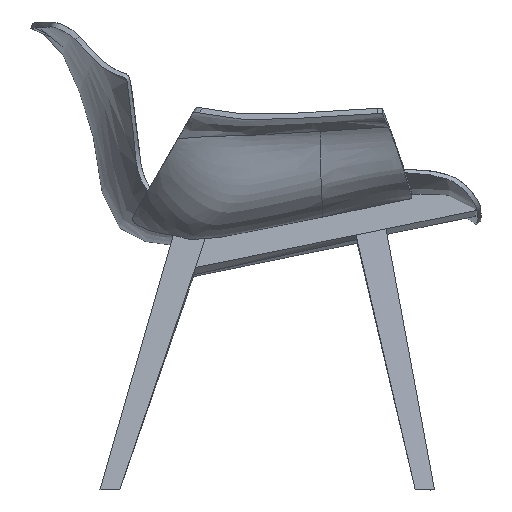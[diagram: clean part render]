
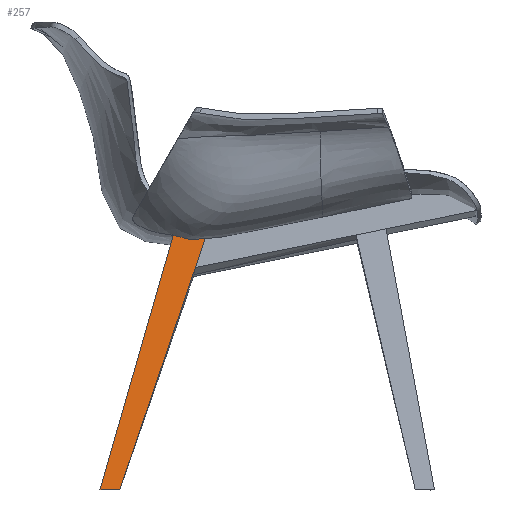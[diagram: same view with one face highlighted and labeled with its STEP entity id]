
A CAD part, left-side view. The second image highlights one B-rep face of the part: STEP entity #257.
In plain terms, the highlighted planar face has unit normal (-0.994, 0, 0.113).
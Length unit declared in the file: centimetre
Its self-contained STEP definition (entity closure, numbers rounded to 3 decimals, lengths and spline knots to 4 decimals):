
#76=PLANE('',#1902);
#257=ADVANCED_FACE('',(#369),#76,.T.);
#369=FACE_OUTER_BOUND('',#481,.T.);
#481=EDGE_LOOP('',(#744,#745,#746,#747));
#744=ORIENTED_EDGE('',*,*,#1167,.F.);
#745=ORIENTED_EDGE('',*,*,#1172,.F.);
#746=ORIENTED_EDGE('',*,*,#1174,.F.);
#747=ORIENTED_EDGE('',*,*,#1169,.F.);
#1167=EDGE_CURVE('',#1674,#1675,#1437,.T.);
#1169=EDGE_CURVE('',#1675,#1676,#1439,.T.);
#1172=EDGE_CURVE('',#1677,#1674,#1442,.T.);
#1174=EDGE_CURVE('',#1676,#1677,#1444,.T.);
#1437=B_SPLINE_CURVE_WITH_KNOTS('',3,(#35942,#35943,#35944,#35945,#35946,
#35947,#35948,#35949,#35950,#35951,#35952,#35953,#35954,#35955,#35956,#35957,
#35958,#35959,#35960,#35961,#35962,#35963,#35964,#35965,#35966,#35967,#35968,
#35969,#35970),.UNSPECIFIED.,.F.,.F.,(4,3,3,3,3,3,3,3,2,2,4),(-47.5918,
-44.9645,-34.9774,-29.8297,-24.5963,
-19.6441,-14.9066,-10.2469,-5.6418,
-1.0834,-0.1498),.UNSPECIFIED.);
#1439=B_SPLINE_CURVE_WITH_KNOTS('',1,(#35987,#35988),.UNSPECIFIED.,.F.,
 .F.,(2,2),(-397.5245,-8.6746),.UNSPECIFIED.);
#1442=B_SPLINE_CURVE_WITH_KNOTS('',1,(#35997,#35998),.UNSPECIFIED.,.F.,
 .F.,(2,2),(-891.1663,-504.5038),.UNSPECIFIED.);
#1444=B_SPLINE_CURVE_WITH_KNOTS('',3,(#36019,#36020,#36021,#36022),
 .UNSPECIFIED.,.F.,.F.,(4,4),(19.3321,47.8404),
 .UNSPECIFIED.);
#1674=VERTEX_POINT('',#35911);
#1675=VERTEX_POINT('',#35912);
#1676=VERTEX_POINT('',#35913);
#1677=VERTEX_POINT('',#35914);
#1902=AXIS2_PLACEMENT_3D('',#35903,#1963,$);
#1963=DIRECTION('',(-0.994,0.,0.113));
#35903=CARTESIAN_POINT('',(2.0861,48.1631,-0.0796));
#35911=CARTESIAN_POINT('',(6.2978,37.5179,36.9403));
#35912=CARTESIAN_POINT('',(6.2585,32.845,36.6038));
#35913=CARTESIAN_POINT('',(2.0945,45.2894,0.));
#35914=CARTESIAN_POINT('',(2.0951,48.1402,0.));
#35942=CARTESIAN_POINT('',(6.2978,37.5179,36.9403));
#35943=CARTESIAN_POINT('',(6.2941,37.4365,36.9082));
#35944=CARTESIAN_POINT('',(6.2906,37.3545,36.8775));
#35945=CARTESIAN_POINT('',(6.2873,37.272,36.8482));
#35946=CARTESIAN_POINT('',(6.2745,36.9583,36.7368));
#35947=CARTESIAN_POINT('',(6.2642,36.6387,36.6465));
#35948=CARTESIAN_POINT('',(6.2564,36.3124,36.579));
#35949=CARTESIAN_POINT('',(6.2524,36.1444,36.5443));
#35950=CARTESIAN_POINT('',(6.2492,35.9753,36.5159));
#35951=CARTESIAN_POINT('',(6.2468,35.8049,36.4951));
#35952=CARTESIAN_POINT('',(6.2444,35.6339,36.4743));
#35953=CARTESIAN_POINT('',(6.2429,35.4556,36.4616));
#35954=CARTESIAN_POINT('',(6.2423,35.2834,36.4566));
#35955=CARTESIAN_POINT('',(6.2417,35.1173,36.4518));
#35956=CARTESIAN_POINT('',(6.2418,34.9544,36.4531));
#35957=CARTESIAN_POINT('',(6.2423,34.7883,36.4574));
#35958=CARTESIAN_POINT('',(6.2427,34.6302,36.4616));
#35959=CARTESIAN_POINT('',(6.2434,34.473,36.4684));
#35960=CARTESIAN_POINT('',(6.2444,34.315,36.4774));
#35961=CARTESIAN_POINT('',(6.2454,34.1598,36.4863));
#35962=CARTESIAN_POINT('',(6.2466,34.0052,36.4971));
#35963=CARTESIAN_POINT('',(6.248,33.8502,36.5093));
#35964=CARTESIAN_POINT('',(6.2493,33.6972,36.5214));
#35965=CARTESIAN_POINT('',(6.2508,33.5443,36.5349));
#35966=CARTESIAN_POINT('',(6.254,33.2402,36.5634));
#35967=CARTESIAN_POINT('',(6.2557,33.089,36.5785));
#35968=CARTESIAN_POINT('',(6.2578,32.9069,36.5973));
#35969=CARTESIAN_POINT('',(6.2581,32.876,36.6006));
#35970=CARTESIAN_POINT('',(6.2585,32.845,36.6038));
#35987=CARTESIAN_POINT('',(6.2585,32.845,36.6038));
#35988=CARTESIAN_POINT('',(2.0945,45.2894,0.));
#35997=CARTESIAN_POINT('',(2.0951,48.1402,0.));
#35998=CARTESIAN_POINT('',(6.2978,37.5179,36.9403));
#36019=CARTESIAN_POINT('',(2.0945,45.2894,0.));
#36020=CARTESIAN_POINT('',(2.0947,46.2397,0.));
#36021=CARTESIAN_POINT('',(2.0949,47.1899,0.));
#36022=CARTESIAN_POINT('',(2.0951,48.1402,0.));
